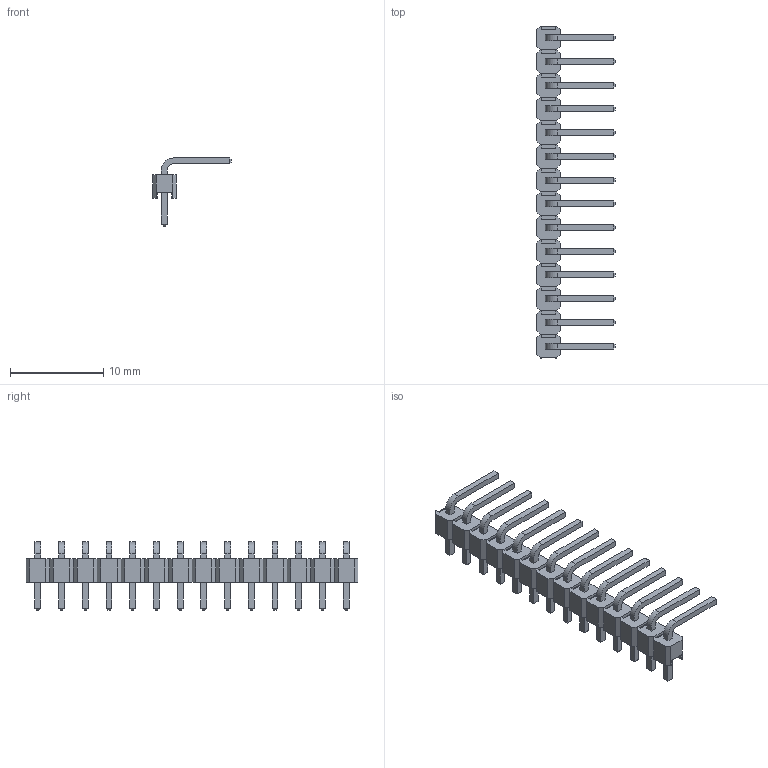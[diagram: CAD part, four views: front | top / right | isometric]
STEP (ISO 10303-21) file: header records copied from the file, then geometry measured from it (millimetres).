
FILE_DESCRIPTION(('FreeCAD Model'),'2;1');
FILE_NAME('14Pin.step','2021-01-26T12:01:58',( 'Author'),(''),'Open CASCADE STEP processor 7.3','FreeCAD','Unknown' );
FILE_SCHEMA(('AUTOMOTIVE_DESIGN { 1 0 10303 214 1 1 1 1 }'));
Length unit declared in the file: millimetre
Products named in the file (14): Fusion013; Fusion012; Fusion011; Fusion010; Fusion009; Fusion008; Fusion007; Fusion006; Fusion005; Fusion004; Fusion003; Fusion002; Fusion001; Fusion
Bounding box: 8.45 x 35.56 x 7.3 mm (x, y, z)
Volume: 247.1 mm3; surface area: 935.4 mm2
Topology: 14 solids, 14 shells, 560 faces, 1400 edges, 896 vertices
Faces by surface type: plane 532, cylinder 28
Entity records: 38214 total; most frequent: CARTESIAN_POINT 5937, DIRECTION 5098, LINE 3808, VECTOR 3808, ORIENTED_EDGE 2800, PCURVE 2800, DEFINITIONAL_REPRESENTATION 2800, EDGE_CURVE 1400
